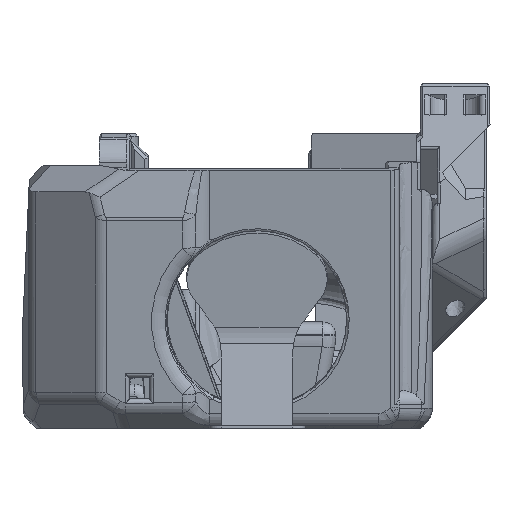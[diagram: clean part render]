
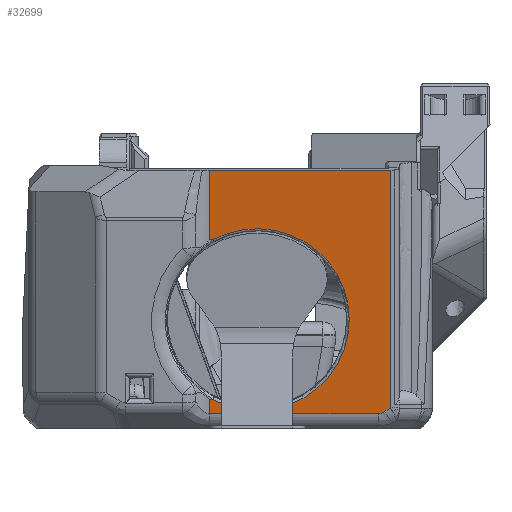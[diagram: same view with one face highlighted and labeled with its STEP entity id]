
A CAD part, left-side view. The second image highlights one B-rep face of the part: STEP entity #32699.
In plain terms, the highlighted planar face has unit normal (-0.985, 0, -0.174).
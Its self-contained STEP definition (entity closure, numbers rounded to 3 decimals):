
#1066=B_SPLINE_CURVE_WITH_KNOTS('',3,(#51530,#51531,#51532,#51533),
 .UNSPECIFIED.,.F.,.F.,(4,4),(0.,0.382),.UNSPECIFIED.);
#1079=B_SPLINE_CURVE_WITH_KNOTS('',3,(#51844,#51845,#51846,#51847),
 .UNSPECIFIED.,.F.,.F.,(4,4),(0.618,1.),.UNSPECIFIED.);
#1732=CIRCLE('',#34551,14.4);
#2726=ELLIPSE('',#35161,3.203,2.);
#5595=ORIENTED_EDGE('',*,*,#14577,.F.);
#5596=ORIENTED_EDGE('',*,*,#13602,.T.);
#5597=ORIENTED_EDGE('',*,*,#14714,.T.);
#5598=ORIENTED_EDGE('',*,*,#14715,.F.);
#5599=ORIENTED_EDGE('',*,*,#14716,.T.);
#5600=ORIENTED_EDGE('',*,*,#14717,.T.);
#5601=ORIENTED_EDGE('',*,*,#14718,.F.);
#5602=ORIENTED_EDGE('',*,*,#14719,.T.);
#5603=ORIENTED_EDGE('',*,*,#14182,.F.);
#5604=ORIENTED_EDGE('',*,*,#14207,.F.);
#13602=EDGE_CURVE('',#18543,#18542,#1732,.T.);
#14182=EDGE_CURVE('',#18927,#18928,#21892,.T.);
#14207=EDGE_CURVE('',#18945,#18927,#21910,.T.);
#14577=EDGE_CURVE('',#18543,#18945,#1066,.F.);
#14714=EDGE_CURVE('',#18542,#19305,#1079,.T.);
#14715=EDGE_CURVE('',#19306,#19305,#22225,.T.);
#14716=EDGE_CURVE('',#19306,#19307,#22226,.T.);
#14717=EDGE_CURVE('',#19307,#19308,#2726,.T.);
#14718=EDGE_CURVE('',#19309,#19308,#22227,.T.);
#14719=EDGE_CURVE('',#19309,#18928,#22228,.T.);
#18542=VERTEX_POINT('',#47386);
#18543=VERTEX_POINT('',#47388);
#18927=VERTEX_POINT('',#49864);
#18928=VERTEX_POINT('',#49866);
#18945=VERTEX_POINT('',#49925);
#19305=VERTEX_POINT('',#51848);
#19306=VERTEX_POINT('',#51850);
#19307=VERTEX_POINT('',#51852);
#19308=VERTEX_POINT('',#51854);
#19309=VERTEX_POINT('',#51856);
#21892=LINE('',#49865,#24809);
#21910=LINE('',#49926,#24827);
#22225=LINE('',#51849,#25142);
#22226=LINE('',#51851,#25143);
#22227=LINE('',#51855,#25144);
#22228=LINE('',#51857,#25145);
#24809=VECTOR('',#38969,1000.);
#24827=VECTOR('',#39007,1000.);
#25142=VECTOR('',#39814,1000.);
#25143=VECTOR('',#39815,1000.);
#25144=VECTOR('',#39818,1000.);
#25145=VECTOR('',#39819,1000.);
#27642=EDGE_LOOP('',(#5595,#5596,#5597,#5598,#5599,#5600,#5601,#5602,#5603,
#5604));
#29677=FACE_BOUND('',#27642,.T.);
#31439=PLANE('',#35160);
#32699=ADVANCED_FACE('',(#29677),#31439,.F.);
#34551=AXIS2_PLACEMENT_3D('',#47387,#38018,#38019);
#35160=AXIS2_PLACEMENT_3D('',#51843,#39812,#39813);
#35161=AXIS2_PLACEMENT_3D('',#51853,#39816,#39817);
#38018=DIRECTION('',(0.985,0.,0.174));
#38019=DIRECTION('',(0.174,0.,-0.985));
#38969=DIRECTION('',(0.,-1.,0.));
#39007=DIRECTION('',(-0.174,0.,0.985));
#39812=DIRECTION('',(0.985,0.,0.174));
#39813=DIRECTION('',(-0.174,0.,0.985));
#39814=DIRECTION('',(-0.174,0.,0.985));
#39815=DIRECTION('',(0.,-1.,0.));
#39816=DIRECTION('',(-0.985,0.,-0.174));
#39817=DIRECTION('',(-0.165,-0.304,0.938));
#39818=DIRECTION('',(0.097,0.829,-0.551));
#39819=DIRECTION('',(-0.174,0.,0.985));
#47386=CARTESIAN_POINT('',(-28.264,11.767,4.533));
#47387=CARTESIAN_POINT('',(-30.458,4.853,16.973));
#47388=CARTESIAN_POINT('',(-32.651,11.767,29.413));
#49864=CARTESIAN_POINT('',(-34.572,12.27,40.304));
#49865=CARTESIAN_POINT('',(-34.572,24.853,40.304));
#49866=CARTESIAN_POINT('',(-34.572,-16.002,40.304));
#49925=CARTESIAN_POINT('',(-32.66,12.27,29.463));
#49926=CARTESIAN_POINT('',(-31.185,12.27,21.099));
#51530=CARTESIAN_POINT('',(-32.66,12.27,29.463));
#51531=CARTESIAN_POINT('',(-32.657,12.102,29.442));
#51532=CARTESIAN_POINT('',(-32.654,11.935,29.425));
#51533=CARTESIAN_POINT('',(-32.651,11.767,29.413));
#51843=CARTESIAN_POINT('',(-31.185,24.853,21.099));
#51844=CARTESIAN_POINT('',(-28.264,11.767,4.533));
#51845=CARTESIAN_POINT('',(-28.262,11.935,4.52));
#51846=CARTESIAN_POINT('',(-28.259,12.102,4.503));
#51847=CARTESIAN_POINT('',(-28.255,12.27,4.482));
#51848=CARTESIAN_POINT('',(-28.255,12.27,4.482));
#51849=CARTESIAN_POINT('',(-31.185,12.27,21.099));
#51850=CARTESIAN_POINT('',(-27.864,12.27,2.262));
#51851=CARTESIAN_POINT('',(-27.864,-14.655,2.262));
#51852=CARTESIAN_POINT('',(-27.864,-14.07,2.262));
#51853=CARTESIAN_POINT('',(-28.404,-14.652,5.326));
#51854=CARTESIAN_POINT('',(-27.923,-15.07,2.597));
#51855=CARTESIAN_POINT('',(-27.821,-14.199,2.018));
#51856=CARTESIAN_POINT('',(-28.032,-16.002,3.216));
#51857=CARTESIAN_POINT('',(-7.663,-16.002,-112.301));
